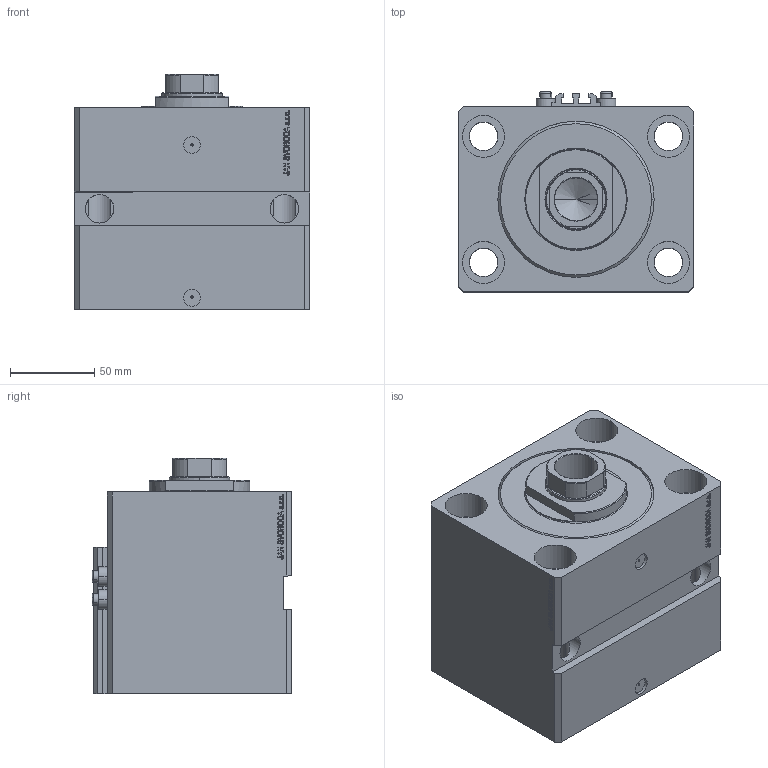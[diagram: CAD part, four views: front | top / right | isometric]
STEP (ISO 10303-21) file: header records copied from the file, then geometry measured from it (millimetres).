
FILE_DESCRIPTION (( 'STEP AP203' ), '1' );
FILE_NAME ('a49f.STEP', '2022-04-09T13:23:48', ( '' ), ( '' ), 'SwSTEP 2.0', 'SolidWorks 2019', '' );
FILE_SCHEMA (( 'CONFIG_CONTROL_DESIGN' ));
Length unit declared in the file: millimetre
Products named in the file (5): a49f; V250CE_E_Body 70ee0a0ba66dd2b66d69ac3371c79a3a; ALLEN BOLT V250CE 70ee0a0ba66dd2b66d69ac3371c79a3a; V250CE_C_VCP 70ee0a0ba66dd2b66d69ac3371c79a3a; V250CE_VC_E 70ee0a0ba66dd2b66d69ac3371c79a3a
Assembly tree (7 placements, depth 2):
  a49f
    V250CE_E_Body 70ee0a0ba66dd2b66d69ac3371c79a3a
    ALLEN BOLT V250CE 70ee0a0ba66dd2b66d69ac3371c79a3a  x4
    V250CE_C_VCP 70ee0a0ba66dd2b66d69ac3371c79a3a
    V250CE_VC_E 70ee0a0ba66dd2b66d69ac3371c79a3a
Bounding box: 140 x 119 x 140 mm (x, y, z)
Volume: 1590929.1 mm3; surface area: 221244.5 mm2
Topology: 8 solids, 8 shells, 1112 faces, 2787 edges, 1813 vertices
Faces by surface type: plane 548, bspline 368, cylinder 126, cone 56, torus 14
Entity records: 48808 total; most frequent: CARTESIAN_POINT 25611, ORIENTED_EDGE 5264, DIRECTION 3429, EDGE_CURVE 2632, VERTEX_POINT 1729, VECTOR 1615, LINE 1615, EDGE_LOOP 1173
